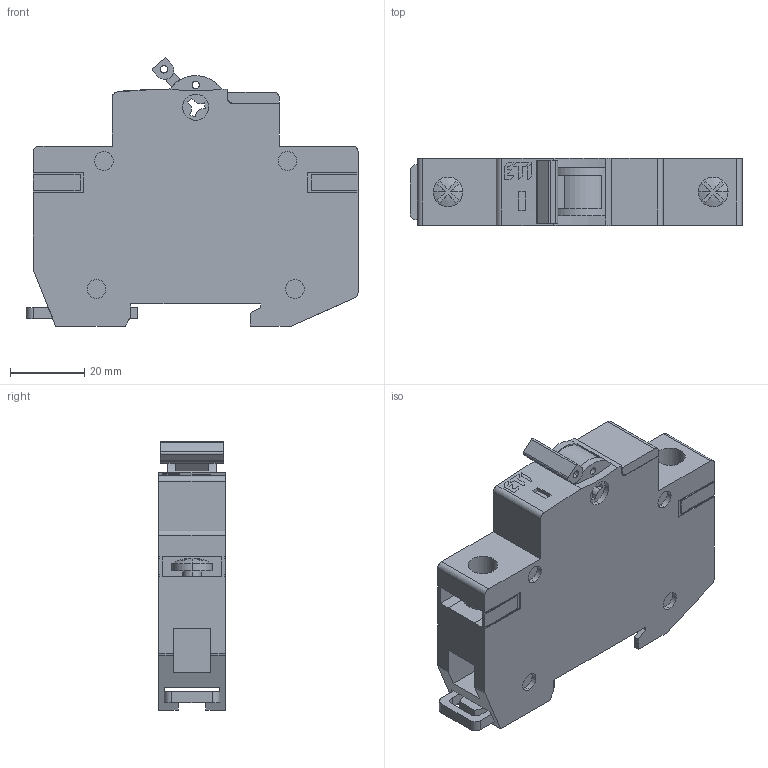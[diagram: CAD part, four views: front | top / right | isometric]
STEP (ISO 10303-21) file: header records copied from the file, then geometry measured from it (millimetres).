
FILE_DESCRIPTION((''),'2;1');
FILE_NAME('ASM0004_ASM','2020-10-12T',('marketing.praksa'),('Audax d.o.o.'),'CREO PARAMETRIC BY PTC INC, 2017480','CREO PARAMETRIC BY PTC INC, 2017480','');
FILE_SCHEMA(('AUTOMOTIVE_DESIGN { 1 0 10303 214 1 1 1 1 }'));
Length unit declared in the file: millimetre
Products named in the file (16): SV63-125_1P-OA0_1_ASM; SV63-125_1P-OA1_1_ASM; SV-68; SV-74; SV-80; DZWIGNIA_SV; ZAPINKA_KZS; SV_SZYBKA; SV63-125_1P_1_2_ASM; ASSEM1_1_ASM; OPEN_CASCADE_STEP_TRANSLATOR-_8; OPEN_CASCADE_STEP_TRANSLAT-14_3; OPEN_CASCADE_STEP_TRANSLAT-22_3; OPEN_CASCADE_STEP_TRANSLATOR-_7_ASM; ASM0006_ASM; ASM0004_ASM
Assembly tree (15 placements, depth 4):
  ASM0004_ASM
    ASSEM1_1_ASM
      SV63-125_1P-OA0_1_ASM
      SV63-125_1P-OA1_1_ASM
      SV63-125_1P_1_2_ASM
        SV-68
        SV-74
        SV-80
        DZWIGNIA_SV
        ZAPINKA_KZS
        SV_SZYBKA
    ASM0006_ASM
      OPEN_CASCADE_STEP_TRANSLATOR-_7_ASM
        OPEN_CASCADE_STEP_TRANSLATOR-_8
        OPEN_CASCADE_STEP_TRANSLAT-14_3
        OPEN_CASCADE_STEP_TRANSLAT-22_3
Bounding box: 89.5 x 18 x 72.29 mm (x, y, z)
Volume: 73390 mm3; surface area: 24019.8 mm2
Topology: 9 solids, 9 shells, 323 faces, 891 edges, 602 vertices
Faces by surface type: plane 226, cylinder 93, bspline 4
Entity records: 14437 total; most frequent: CARTESIAN_POINT 2517, ORIENTED_EDGE 1782, DIRECTION 1771, EDGE_CURVE 891, VECTOR 631, LINE 631, VERTEX_POINT 602, AXIS2_PLACEMENT_3D 570
